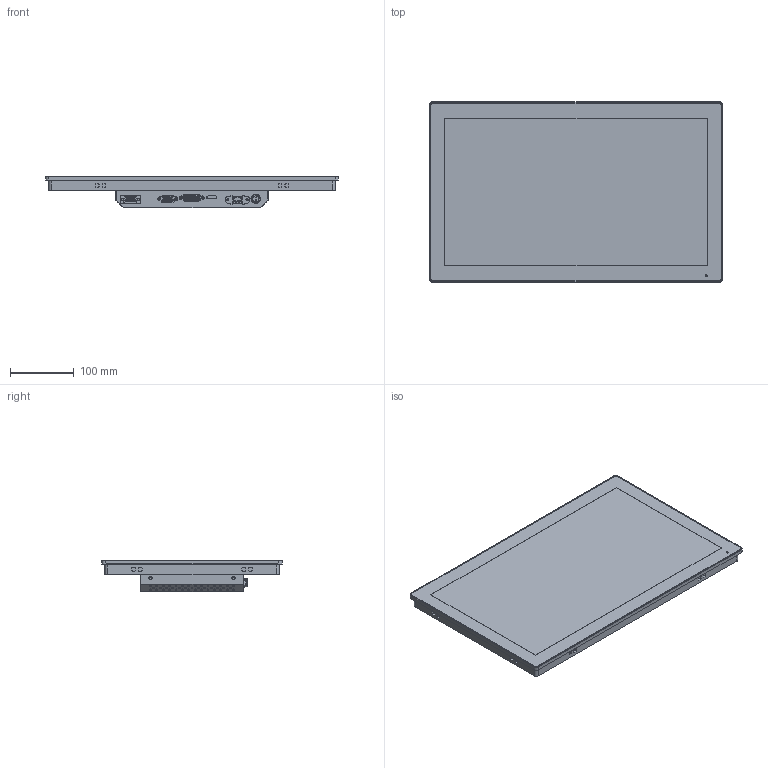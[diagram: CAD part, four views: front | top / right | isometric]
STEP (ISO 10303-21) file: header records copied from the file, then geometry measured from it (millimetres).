
FILE_DESCRIPTION (( 'STEP AP203' ), '1' );
FILE_NAME ('HT-185T-G珆尨ん.STEP', '2021-10-12T02:58:38', ( '' ), ( '' ), 'SwSTEP 2.0', 'SolidWorks 2016', '' );
FILE_SCHEMA (( 'CONFIG_CONTROL_DESIGN' ));
Length unit declared in the file: millimetre
Products named in the file (11): 漆杻萇埭諳; JZ-VDH58L V1.0; 9p_蕼偞_1; 梓袧源諳USB_蕼偞_1; vga-171220; 珆尨ん耀郪; 238奻裔; DVI-I_R; 醱啣; JZ-VDH58L; HT-185T-G珆尨ん
Assembly tree (10 placements, depth 4):
  HT-185T-G珆尨ん
    醱啣
    珆尨ん耀郪
      9p_蕼偞_1
      梓袧源諳USB_蕼偞_1
      漆杻萇埭諳
      238奻裔
      JZ-VDH58L V1.0
        JZ-VDH58L
        DVI-I_R
        vga-171220
Bounding box: 458.4 x 282.4 x 49.5 mm (x, y, z)
Volume: 2620401.8 mm3; surface area: 738512 mm2
Topology: 3 solids, 57 shells, 2406 faces, 6057 edges, 3955 vertices
Faces by surface type: plane 1361, cylinder 768, cone 131, bspline 79, torus 67
Entity records: 77395 total; most frequent: CARTESIAN_POINT 17054, DIRECTION 12349, ORIENTED_EDGE 12066, EDGE_CURVE 6033, AXIS2_PLACEMENT_3D 4154, LINE 4041, VECTOR 4041, VERTEX_POINT 3955
